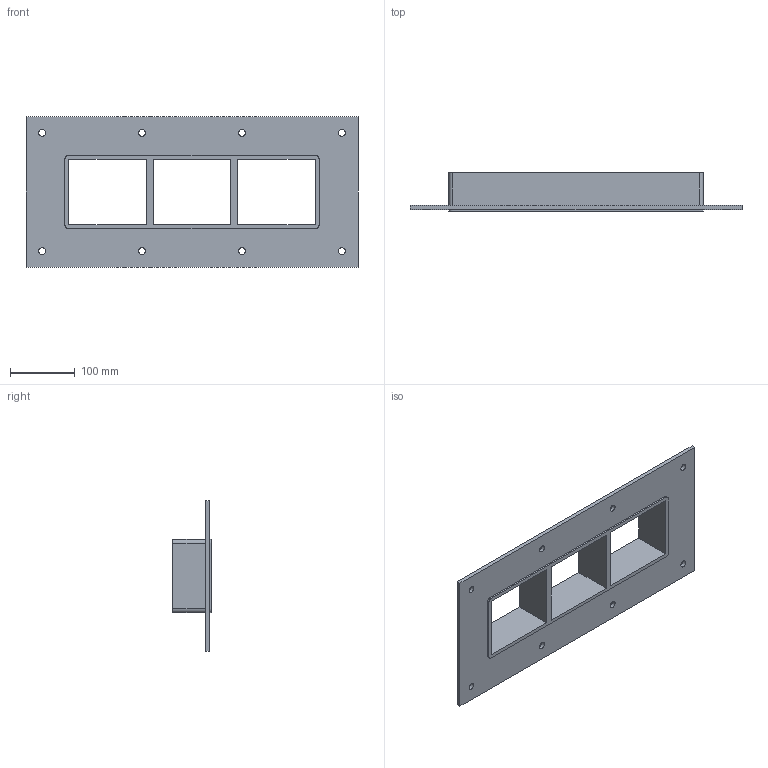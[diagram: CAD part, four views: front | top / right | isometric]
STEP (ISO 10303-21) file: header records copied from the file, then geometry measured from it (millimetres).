
FILE_DESCRIPTION((''),'2;1');
FILE_NAME('GH2X3.stp','2015-01-13T14:06:14',(''),(''),'Autodesk Inventor 2013','Autodesk Inventor 2013','');
FILE_SCHEMA(('AUTOMOTIVE_DESIGN { 1 0 10303 214 1 1 1 1 }'));
Length unit declared in the file: millimetre
Products named in the file (1): GH-ISO
Bounding box: 513.5 x 60 x 233 mm (x, y, z)
Volume: 922494.9 mm3; surface area: 309309.7 mm2
Topology: 1 solids, 1 shells, 44 faces, 128 edges, 88 vertices
Faces by surface type: plane 28, cylinder 16
Full cylindrical faces by diameter (mm): 10.5 x8
Entity records: 1426 total; most frequent: CARTESIAN_POINT 237, DIRECTION 234, ORIENTED_EDGE 224, EDGE_CURVE 112, VERTEX_POINT 80, VECTOR 80, LINE 80, AXIS2_PLACEMENT_3D 77
